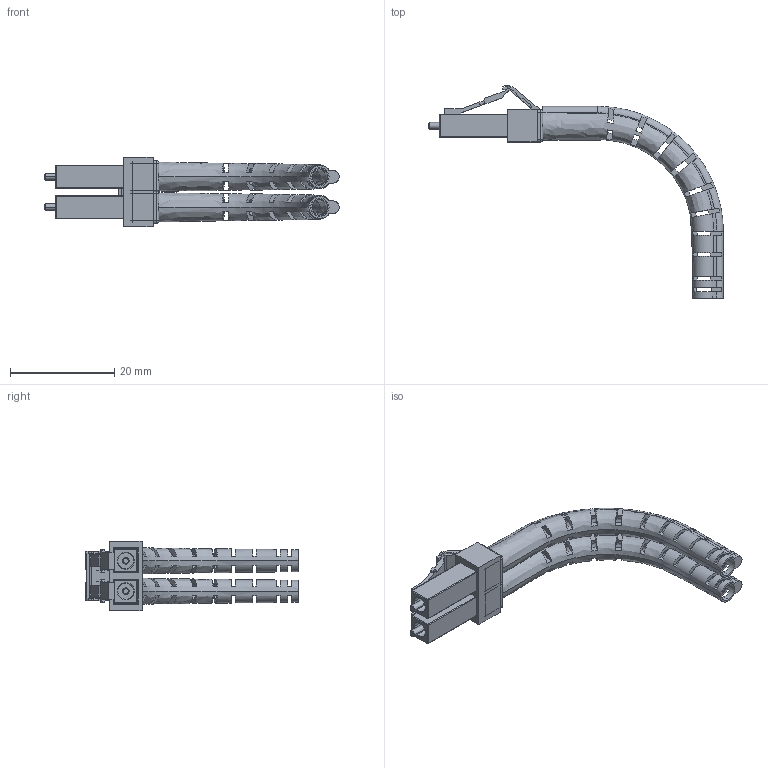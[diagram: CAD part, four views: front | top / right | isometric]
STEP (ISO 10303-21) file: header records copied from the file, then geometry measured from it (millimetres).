
FILE_DESCRIPTION (( 'STEP AP214' ), '1' );
FILE_NAME ('FOC-LCSMD20FB.STEP', '2020-02-21T16:27:30', ( '' ), ( '' ), 'SwSTEP 2.0', 'SolidWorks 2018', '' );
FILE_SCHEMA (( 'AUTOMOTIVE_DESIGN' ));
Length unit declared in the file: inch
Products named in the file (6): CONN-LC3-240-3-MA6; CONN-LC3-240-3-MA1; CONN-LC3-240-3-MA3; FOC-LCSMD20FB; 1AF02-025-LC-CONN_BENT 90 DEG; 1AF02-025-MA3
Assembly tree (6 placements, depth 3):
  FOC-LCSMD20FB
    1AF02-025-LC-CONN_BENT 90 DEG  x2
      CONN-LC3-240-3-MA1
      1AF02-025-MA3
      CONN-LC3-240-3-MA6
    CONN-LC3-240-3-MA3
Bounding box: 56.41 x 40.68 x 13.34 mm (x, y, z)
Volume: 2751.9 mm3; surface area: 5798.1 mm2
Topology: 7 solids, 7 shells, 567 faces, 1660 edges, 1046 vertices
Faces by surface type: plane 376, cylinder 110, cone 28, bspline 27, sphere 16, torus 10
Entity records: 12954 total; most frequent: CARTESIAN_POINT 4053, ORIENTED_EDGE 1784, DIRECTION 1515, EDGE_CURVE 892, VERTEX_POINT 572, AXIS2_PLACEMENT_3D 512, LINE 491, VECTOR 491
